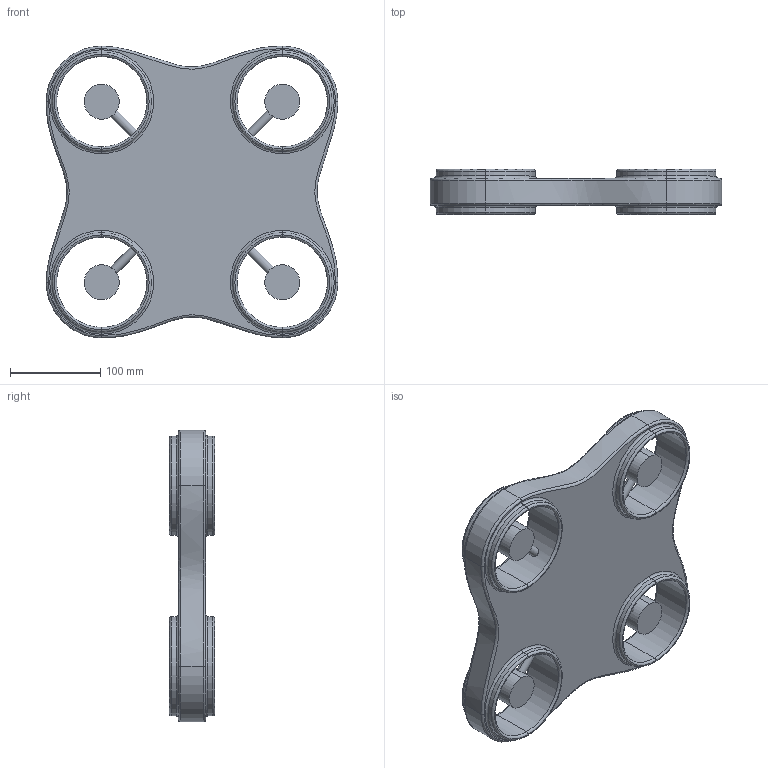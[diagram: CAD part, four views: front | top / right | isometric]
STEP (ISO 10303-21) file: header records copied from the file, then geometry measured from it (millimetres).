
FILE_DESCRIPTION (( 'STEP AP203' ), '1' );
FILE_NAME ('Body_Default_sldprt.STEP', '2017-11-05T09:31:04', ( '' ), ( '' ), 'SwSTEP 2.0', 'SolidWorks 2016', '' );
FILE_SCHEMA (( 'CONFIG_CONTROL_DESIGN' ));
Length unit declared in the file: centimetre
Products named in the file (1): Body_Default_sldprt
Bounding box: 323.01 x 50 x 323.01 mm (x, y, z)
Volume: 2102479.5 mm3; surface area: 265588.8 mm2
Topology: 7 solids, 7 shells, 140 faces, 280 edges, 160 vertices
Faces by surface type: torus 56, cylinder 52, plane 20, bspline 12
Entity records: 5591 total; most frequent: CARTESIAN_POINT 2545, DIRECTION 710, ORIENTED_EDGE 560, AXIS2_PLACEMENT_3D 327, EDGE_CURVE 280, CIRCLE 198, VERTEX_POINT 160, EDGE_LOOP 154
